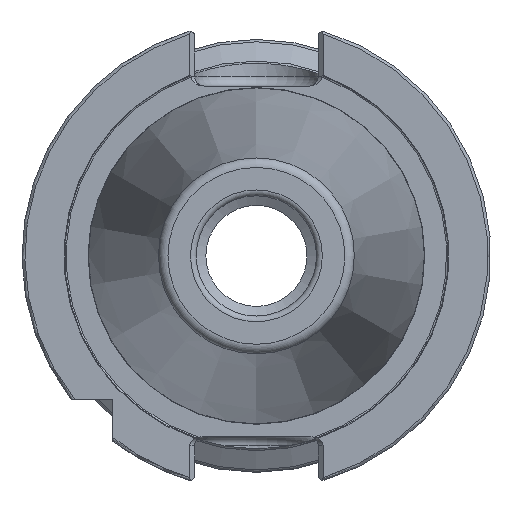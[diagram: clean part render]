
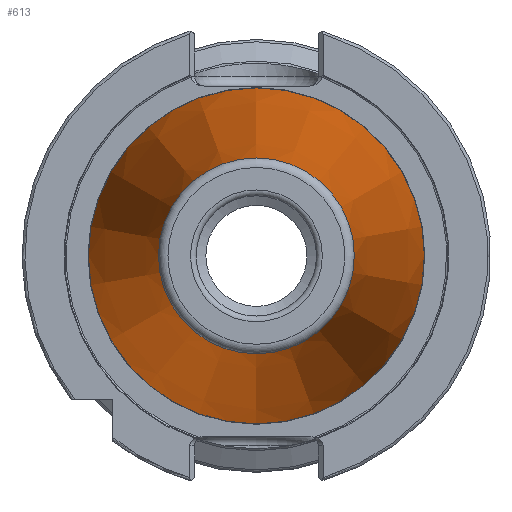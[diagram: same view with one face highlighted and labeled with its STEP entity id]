
A CAD part, left-side view. The second image highlights one B-rep face of the part: STEP entity #613.
In plain terms, the highlighted conical face has half-angle 8.297 degrees and reference radius 34.925 mm.
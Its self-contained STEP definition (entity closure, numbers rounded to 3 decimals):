
#52 = EDGE_CURVE ( 'NONE', #3306, #3306, #2173, .T. ) ;
#118 = CARTESIAN_POINT ( 'NONE',  ( -99.889, 0., 20.358 ) ) ;
#157 = DIRECTION ( 'NONE',  ( 0., 0., -1. ) ) ;
#586 = EDGE_LOOP ( 'NONE', ( #1168 ) ) ;
#613 = ADVANCED_FACE ( 'NONE', ( #3868, #3795 ), #4804, .T. ) ;
#649 = DIRECTION ( 'NONE',  ( 0., 0., 1. ) ) ;
#915 = ORIENTED_EDGE ( 'NONE', *, *, #4865, .T. ) ;
#1168 = ORIENTED_EDGE ( 'NONE', *, *, #52, .F. ) ;
#1573 = AXIS2_PLACEMENT_3D ( 'NONE', #3089, #5041, #649 ) ;
#1708 = DIRECTION ( 'NONE',  ( 0., 0., 1. ) ) ;
#2139 = CARTESIAN_POINT ( 'NONE',  ( 0., 0., 0. ) ) ;
#2173 = CIRCLE ( 'NONE', #3216, 20.358 ) ;
#2572 = DIRECTION ( 'NONE',  ( 1., 0., 0. ) ) ;
#2869 = VERTEX_POINT ( 'NONE', #4639 ) ;
#3089 = CARTESIAN_POINT ( 'NONE',  ( 0., 0., 0. ) ) ;
#3216 = AXIS2_PLACEMENT_3D ( 'NONE', #3303, #3714, #1708 ) ;
#3254 = CIRCLE ( 'NONE', #1573, 34.925 ) ;
#3303 = CARTESIAN_POINT ( 'NONE',  ( -99.889, 0., 0. ) ) ;
#3306 = VERTEX_POINT ( 'NONE', #118 ) ;
#3310 = AXIS2_PLACEMENT_3D ( 'NONE', #2139, #2572, #157 ) ;
#3714 = DIRECTION ( 'NONE',  ( -1., 0., 0. ) ) ;
#3795 = FACE_OUTER_BOUND ( 'NONE', #4160, .T. ) ;
#3868 = FACE_BOUND ( 'NONE', #586, .T. ) ;
#4160 = EDGE_LOOP ( 'NONE', ( #915 ) ) ;
#4639 = CARTESIAN_POINT ( 'NONE',  ( 0., 0., 34.925 ) ) ;
#4804 = CONICAL_SURFACE ( 'NONE', #3310, 34.925, 0.145 ) ;
#4865 = EDGE_CURVE ( 'NONE', #2869, #2869, #3254, .T. ) ;
#5041 = DIRECTION ( 'NONE',  ( -1., 0., 0. ) ) ;
